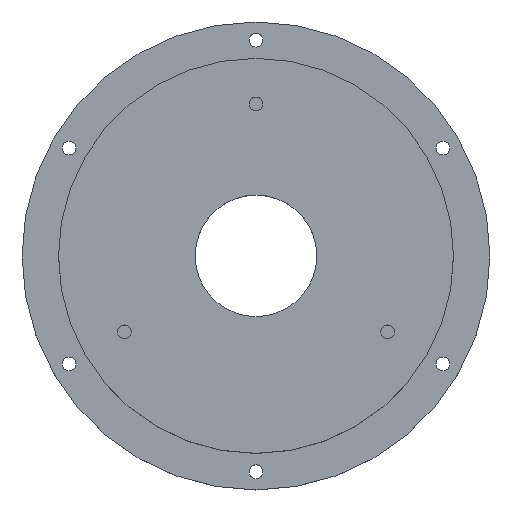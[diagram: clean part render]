
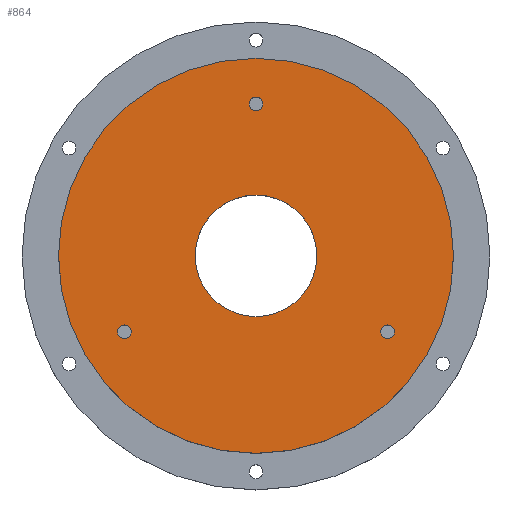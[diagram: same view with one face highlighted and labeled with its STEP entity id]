
A CAD part, top view. The second image highlights one B-rep face of the part: STEP entity #864.
In plain terms, the highlighted planar face has unit normal (0, 0, 1).
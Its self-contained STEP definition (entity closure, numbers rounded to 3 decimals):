
#36=FACE_BOUND('',#187,.T.);
#37=FACE_BOUND('',#188,.T.);
#38=FACE_BOUND('',#189,.T.);
#39=FACE_BOUND('',#190,.T.);
#82=PLANE('',#951);
#123=FACE_OUTER_BOUND('',#186,.T.);
#186=EDGE_LOOP('',(#750));
#187=EDGE_LOOP('',(#751));
#188=EDGE_LOOP('',(#752));
#189=EDGE_LOOP('',(#753));
#190=EDGE_LOOP('',(#754));
#377=CIRCLE('',#941,2.25);
#378=CIRCLE('',#943,2.25);
#379=CIRCLE('',#945,2.25);
#382=CIRCLE('',#950,20.);
#383=CIRCLE('',#952,65.);
#451=VERTEX_POINT('',#1398);
#452=VERTEX_POINT('',#1402);
#453=VERTEX_POINT('',#1406);
#456=VERTEX_POINT('',#1415);
#457=VERTEX_POINT('',#1419);
#549=EDGE_CURVE('',#451,#451,#377,.T.);
#551=EDGE_CURVE('',#452,#452,#378,.T.);
#553=EDGE_CURVE('',#453,#453,#379,.T.);
#557=EDGE_CURVE('',#456,#456,#382,.T.);
#559=EDGE_CURVE('',#457,#457,#383,.T.);
#750=ORIENTED_EDGE('',*,*,#559,.T.);
#751=ORIENTED_EDGE('',*,*,#549,.T.);
#752=ORIENTED_EDGE('',*,*,#551,.T.);
#753=ORIENTED_EDGE('',*,*,#553,.T.);
#754=ORIENTED_EDGE('',*,*,#557,.T.);
#864=ADVANCED_FACE('',(#123,#36,#37,#38,#39),#82,.T.);
#941=AXIS2_PLACEMENT_3D('',#1399,#1143,#1144);
#943=AXIS2_PLACEMENT_3D('',#1403,#1148,#1149);
#945=AXIS2_PLACEMENT_3D('',#1407,#1153,#1154);
#950=AXIS2_PLACEMENT_3D('',#1416,#1164,#1165);
#951=AXIS2_PLACEMENT_3D('',#1418,#1167,#1168);
#952=AXIS2_PLACEMENT_3D('',#1420,#1169,#1170);
#1143=DIRECTION('center_axis',(0.,0.,-1.));
#1144=DIRECTION('ref_axis',(-1.,0.,0.));
#1148=DIRECTION('center_axis',(0.,0.,-1.));
#1149=DIRECTION('ref_axis',(-1.,0.,0.));
#1153=DIRECTION('center_axis',(0.,0.,-1.));
#1154=DIRECTION('ref_axis',(-1.,0.,0.));
#1164=DIRECTION('center_axis',(0.,0.,-1.));
#1165=DIRECTION('ref_axis',(-1.,0.,0.));
#1167=DIRECTION('center_axis',(0.,0.,1.));
#1168=DIRECTION('ref_axis',(-1.,0.,0.));
#1169=DIRECTION('center_axis',(0.,0.,1.));
#1170=DIRECTION('ref_axis',(-1.,0.,0.));
#1398=CARTESIAN_POINT('',(-41.051,-25.,35.));
#1399=CARTESIAN_POINT('Origin',(-43.301,-25.,35.));
#1402=CARTESIAN_POINT('',(2.25,50.,35.));
#1403=CARTESIAN_POINT('Origin',(0.,50.,35.));
#1406=CARTESIAN_POINT('',(45.551,-25.,35.));
#1407=CARTESIAN_POINT('Origin',(43.301,-25.,35.));
#1415=CARTESIAN_POINT('',(20.,0.,35.));
#1416=CARTESIAN_POINT('Origin',(0.,0.,35.));
#1418=CARTESIAN_POINT('Origin',(0.,0.,35.));
#1419=CARTESIAN_POINT('',(65.,0.,35.));
#1420=CARTESIAN_POINT('Origin',(0.,0.,35.));
